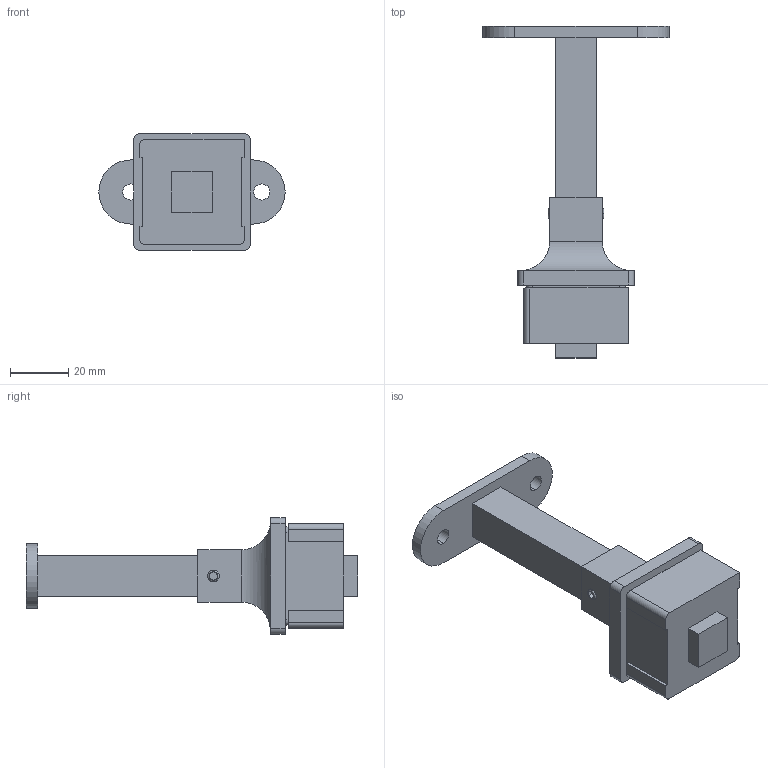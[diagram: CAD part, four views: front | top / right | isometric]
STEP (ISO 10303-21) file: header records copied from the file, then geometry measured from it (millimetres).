
FILE_DESCRIPTION (( 'STEP AP203' ), '1' );
FILE_NAME ('3D_GC2154_40x40x2_flach_188706150.STEP', '2024-10-16T11:36:39', ( '' ), ( '' ), 'SwSTEP 2.0', 'SolidWorks 2024', '' );
FILE_SCHEMA (( 'CONFIG_CONTROL_DESIGN' ));
Length unit declared in the file: millimetre
Products named in the file (1): 3D_GC2154_40x40x2_flach_188706150
Bounding box: 64 x 114 x 40 mm (x, y, z)
Volume: 59621.2 mm3; surface area: 21586.1 mm2
Topology: 4 solids, 4 shells, 129 faces, 303 edges, 186 vertices
Faces by surface type: plane 78, cylinder 37, cone 10, torus 4
Entity records: 3716 total; most frequent: DIRECTION 647, CARTESIAN_POINT 627, ORIENTED_EDGE 598, EDGE_CURVE 299, AXIS2_PLACEMENT_3D 222, VECTOR 203, LINE 203, VERTEX_POINT 186
